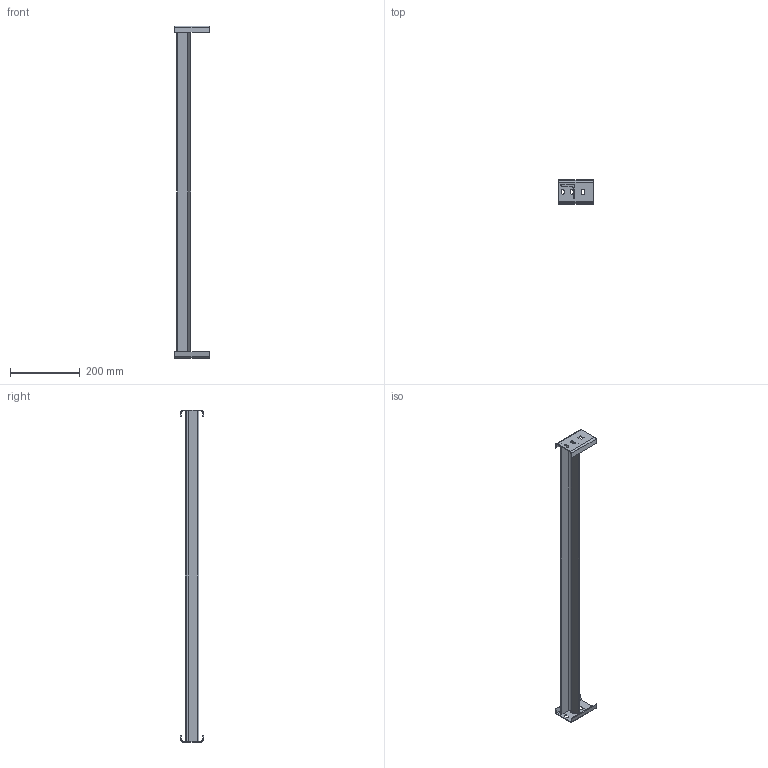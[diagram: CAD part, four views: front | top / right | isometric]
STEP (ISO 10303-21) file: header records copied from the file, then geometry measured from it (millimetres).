
FILE_DESCRIPTION((''),'2;1');
FILE_NAME('6008100_ASM','2012-12-13T',('AndreasKeweloh'),(''),'PRO/ENGINEER BY PARAMETRIC TECHNOLOGY CORPORATION, 2012230','PRO/ENGINEER BY PARAMETRIC TECHNOLOGY CORPORATION, 2012230','');
FILE_SCHEMA(('CONFIG_CONTROL_DESIGN'));
Length unit declared in the file: millimetre
Products named in the file (3): 010741_L40X40X4X0949; KTS_12_012-004; 6008100_ASM
Assembly tree (3 placements, depth 2):
  6008100_ASM
    010741_L40X40X4X0949
    KTS_12_012-004  x2
Bounding box: 100 x 68 x 954 mm (x, y, z)
Volume: 335865.1 mm3; surface area: 185089.4 mm2
Topology: 3 solids, 3 shells, 87 faces, 211 edges, 130 vertices
Faces by surface type: plane 60, cylinder 27
Entity records: 1523 total; most frequent: DIRECTION 259, CARTESIAN_POINT 248, ORIENTED_EDGE 238, EDGE_CURVE 119, VECTOR 89, LINE 89, AXIS2_PLACEMENT_3D 85, VERTEX_POINT 74
